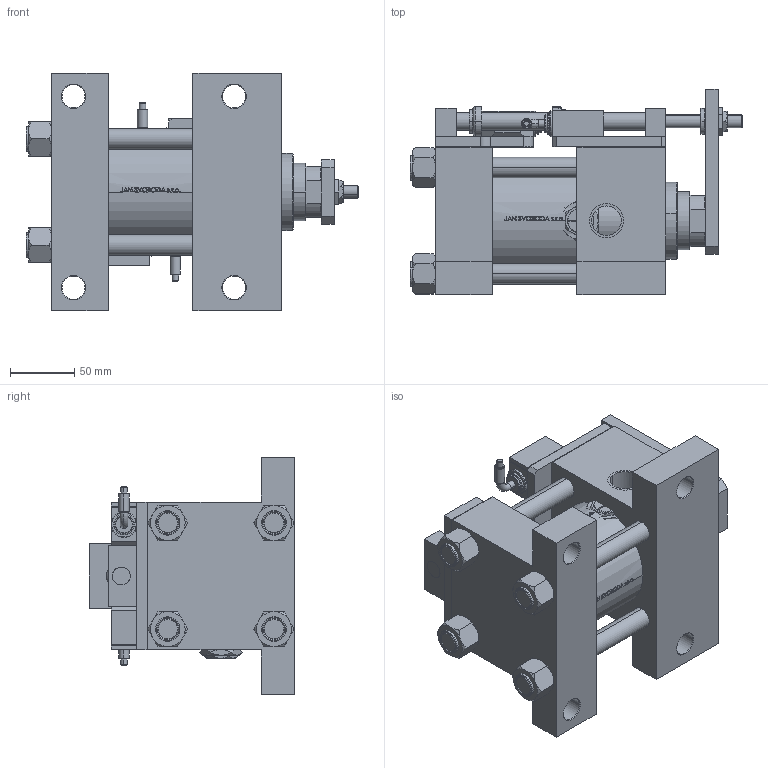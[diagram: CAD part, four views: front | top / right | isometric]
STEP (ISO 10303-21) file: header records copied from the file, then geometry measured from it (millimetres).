
FILE_DESCRIPTION (( 'STEP AP203' ), '1' );
FILE_NAME ('334c.STEP', '2022-04-16T21:58:48', ( '' ), ( '' ), 'SwSTEP 2.0', 'SolidWorks 2019', '' );
FILE_SCHEMA (( 'CONFIG_CONTROL_DESIGN' ));
Length unit declared in the file: millimetre
Products named in the file (17): V215CD_SWITCH_Q_SWITCH f66c69fabc715791c709f3da8f85336a; Zatka_pro_OIL_PORT f66c69fabc715791c709f3da8f85336a; V215CD_SWITCH_Q_DIMA f66c69fabc715791c709f3da8f85336a; V215CD_VCP_G f66c69fabc715791c709f3da8f85336a; V215CD_G_Body f66c69fabc715791c709f3da8f85336a; V215CD_SWITCH_Q_BLOK f66c69fabc715791c709f3da8f85336a; V215CD_VC_G f66c69fabc715791c709f3da8f85336a; V215CD_G_TYCINKA f66c69fabc715791c709f3da8f85336a; V215CD_SWITCH_Q_ZARAZKA f66c69fabc715791c709f3da8f85336a; 334c; V215CD_SWITCH_Q_TYC f66c69fabc715791c709f3da8f85336a; V215CD_SWITCH_Q_PODLOZKA_FRONT f66c69fabc715791c709f3da8f85336a; V215CD_SWITCH_Q_MAGNET f66c69fabc715791c709f3da8f85336a; V215CD_SWITCH_Q_NUT f66c69fabc715791c709f3da8f85336a; V215CD_SWITCH_Q_NUT10 f66c69fabc715791c709f3da8f85336a; V215CD_SWITCH_Q_PODLOZKA_BACK f66c69fabc715791c709f3da8f85336a; V215CD_NUT_M5_G f66c69fabc715791c709f3da8f85336a
Assembly tree (26 placements, depth 2):
  334c
    V215CD_G_Body f66c69fabc715791c709f3da8f85336a
    V215CD_VC_G f66c69fabc715791c709f3da8f85336a
    V215CD_VCP_G f66c69fabc715791c709f3da8f85336a
    V215CD_G_TYCINKA f66c69fabc715791c709f3da8f85336a  x4
    V215CD_NUT_M5_G f66c69fabc715791c709f3da8f85336a  x4
    V215CD_SWITCH_Q_BLOK f66c69fabc715791c709f3da8f85336a  x2
    V215CD_SWITCH_Q_DIMA f66c69fabc715791c709f3da8f85336a
    V215CD_SWITCH_Q_MAGNET f66c69fabc715791c709f3da8f85336a  x2
    V215CD_SWITCH_Q_NUT f66c69fabc715791c709f3da8f85336a
    V215CD_SWITCH_Q_NUT10 f66c69fabc715791c709f3da8f85336a
    V215CD_SWITCH_Q_PODLOZKA_BACK f66c69fabc715791c709f3da8f85336a
    V215CD_SWITCH_Q_PODLOZKA_FRONT f66c69fabc715791c709f3da8f85336a
    V215CD_SWITCH_Q_SWITCH f66c69fabc715791c709f3da8f85336a  x2
    V215CD_SWITCH_Q_TYC f66c69fabc715791c709f3da8f85336a
    V215CD_SWITCH_Q_ZARAZKA f66c69fabc715791c709f3da8f85336a
    Zatka_pro_OIL_PORT f66c69fabc715791c709f3da8f85336a  x2
Bounding box: 258.5 x 160 x 185 mm (x, y, z)
Volume: 2323760 mm3; surface area: 390882.2 mm2
Topology: 26 solids, 26 shells, 1475 faces, 3666 edges, 2348 vertices
Faces by surface type: plane 647, bspline 384, cone 207, cylinder 201, torus 36
Entity records: 56531 total; most frequent: CARTESIAN_POINT 28507, ORIENTED_EDGE 6020, DIRECTION 4153, EDGE_CURVE 3010, VERTEX_POINT 1947, VECTOR 1561, LINE 1561, EDGE_LOOP 1323
